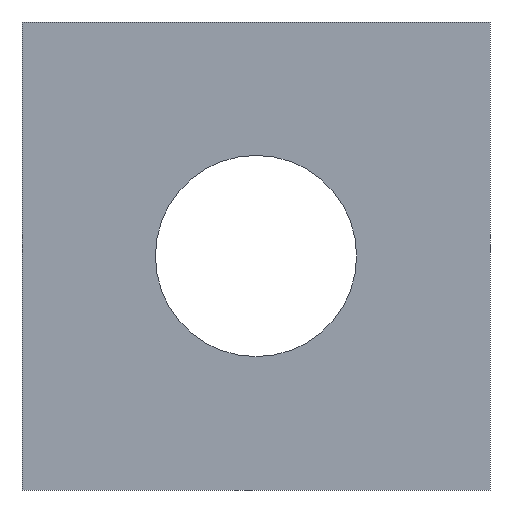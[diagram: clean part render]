
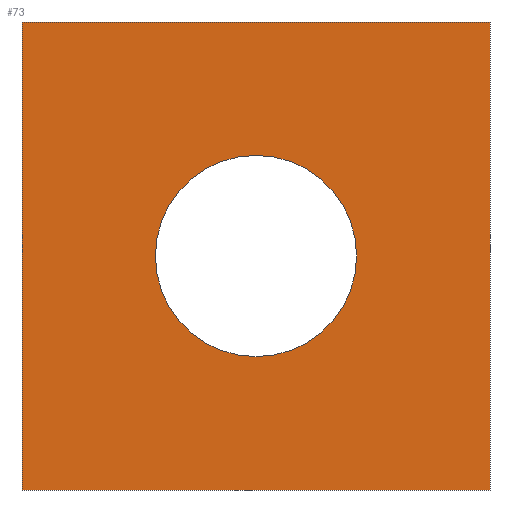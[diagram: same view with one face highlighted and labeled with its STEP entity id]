
A CAD part, front view. The second image highlights one B-rep face of the part: STEP entity #73.
In plain terms, the highlighted planar face has unit normal (0, -1, 0).
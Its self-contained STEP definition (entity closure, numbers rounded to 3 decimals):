
#73 = ADVANCED_FACE( '', ( #145, #146 ), #147, .F. );
#145 = FACE_BOUND( '', #237, .T. );
#146 = FACE_OUTER_BOUND( '', #238, .T. );
#147 = PLANE( '', #239 );
#237 = EDGE_LOOP( '', ( #363 ) );
#238 = EDGE_LOOP( '', ( #364, #365, #366, #367 ) );
#239 = AXIS2_PLACEMENT_3D( '', #368, #369, #370 );
#363 = ORIENTED_EDGE( '', *, *, #420, .T. );
#364 = ORIENTED_EDGE( '', *, *, #413, .F. );
#365 = ORIENTED_EDGE( '', *, *, #418, .F. );
#366 = ORIENTED_EDGE( '', *, *, #422, .F. );
#367 = ORIENTED_EDGE( '', *, *, #392, .F. );
#368 = CARTESIAN_POINT( '', ( 0., -1.5, 0. ) );
#369 = DIRECTION( '', ( 0., 1., 0. ) );
#370 = DIRECTION( '', ( 0., 0., 1. ) );
#392 = EDGE_CURVE( '', #458, #460, #461, .T. );
#413 = EDGE_CURVE( '', #489, #458, #491, .T. );
#418 = EDGE_CURVE( '', #495, #489, #497, .T. );
#420 = EDGE_CURVE( '', #499, #499, #500, .T. );
#422 = EDGE_CURVE( '', #460, #495, #502, .T. );
#458 = VERTEX_POINT( '', #550 );
#460 = VERTEX_POINT( '', #553 );
#461 = LINE( '', #554, #555 );
#489 = VERTEX_POINT( '', #626 );
#491 = LINE( '', #629, #630 );
#495 = VERTEX_POINT( '', #643 );
#497 = LINE( '', #646, #647 );
#499 = VERTEX_POINT( '', #649 );
#500 = CIRCLE( '', #650, 2.15 );
#502 = LINE( '', #652, #653 );
#550 = CARTESIAN_POINT( '', ( -5., -1.5, 5. ) );
#553 = CARTESIAN_POINT( '', ( 5., -1.5, 5. ) );
#554 = CARTESIAN_POINT( '', ( -5., -1.5, 5. ) );
#555 = VECTOR( '', #676, 1000. );
#626 = CARTESIAN_POINT( '', ( -5., -1.5, -5. ) );
#629 = CARTESIAN_POINT( '', ( -5., -1.5, -5. ) );
#630 = VECTOR( '', #685, 1000. );
#643 = CARTESIAN_POINT( '', ( 5., -1.5, -5. ) );
#646 = CARTESIAN_POINT( '', ( 5., -1.5, -5. ) );
#647 = VECTOR( '', #687, 1000. );
#649 = CARTESIAN_POINT( '', ( 2.15, -1.5, 0. ) );
#650 = AXIS2_PLACEMENT_3D( '', #688, #689, #690 );
#652 = CARTESIAN_POINT( '', ( 5., -1.5, 5. ) );
#653 = VECTOR( '', #691, 1000. );
#676 = DIRECTION( '', ( 1., 0., 0. ) );
#685 = DIRECTION( '', ( 0., 0., 1. ) );
#687 = DIRECTION( '', ( -1., 0., 0. ) );
#688 = CARTESIAN_POINT( '', ( 0., -1.5, 0. ) );
#689 = DIRECTION( '', ( 0., 1., 0. ) );
#690 = DIRECTION( '', ( 1., 0., 0. ) );
#691 = DIRECTION( '', ( 0., 0., -1. ) );
